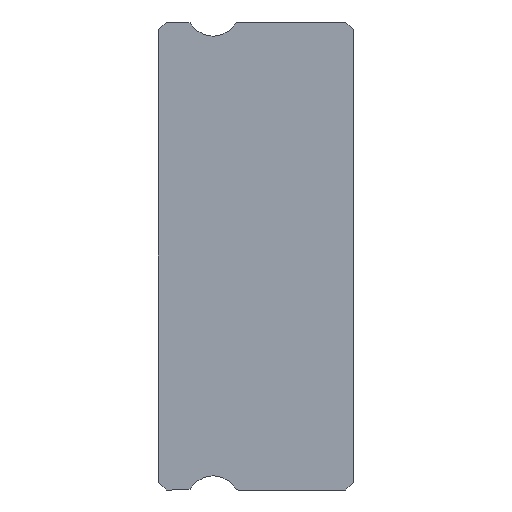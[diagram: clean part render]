
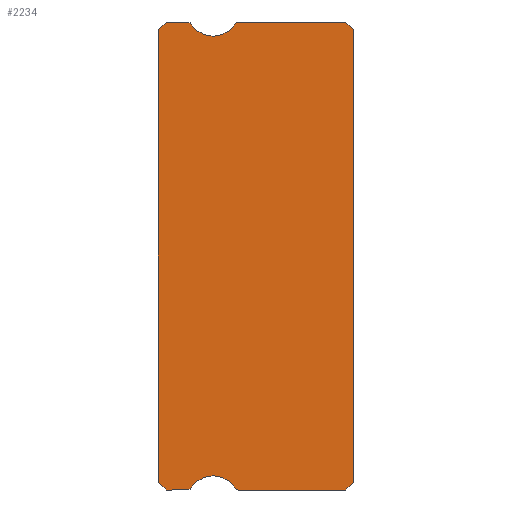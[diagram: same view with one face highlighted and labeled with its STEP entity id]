
A CAD part, left-side view. The second image highlights one B-rep face of the part: STEP entity #2234.
In plain terms, the highlighted planar face has unit normal (-1, 0, 0).
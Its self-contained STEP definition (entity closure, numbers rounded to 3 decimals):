
#12 = DIRECTION ( 'NONE',  ( 0., -1., 0. ) ) ;
#37 = CARTESIAN_POINT ( 'NONE',  ( -10., 7.2, 9. ) ) ;
#45 = VECTOR ( 'NONE', #1804, 1000. ) ;
#70 = CARTESIAN_POINT ( 'NONE',  ( -10., 7.5, -8.7 ) ) ;
#108 = ORIENTED_EDGE ( 'NONE', *, *, #3572, .T. ) ;
#122 = VERTEX_POINT ( 'NONE', #3985 ) ;
#151 = ORIENTED_EDGE ( 'NONE', *, *, #1929, .F. ) ;
#216 = ORIENTED_EDGE ( 'NONE', *, *, #4153, .F. ) ;
#248 = VECTOR ( 'NONE', #4707, 1000. ) ;
#286 = DIRECTION ( 'NONE',  ( 0., 0.707, -0.707 ) ) ;
#316 = CARTESIAN_POINT ( 'NONE',  ( -10., 7.2, -9. ) ) ;
#358 = DIRECTION ( 'NONE',  ( 0., 0., -1. ) ) ;
#428 = EDGE_CURVE ( 'NONE', #5254, #4408, #1009, .T. ) ;
#482 = VECTOR ( 'NONE', #2000, 1000. ) ;
#486 = CARTESIAN_POINT ( 'NONE',  ( -10., 0., 8.7 ) ) ;
#500 = AXIS2_PLACEMENT_3D ( 'NONE', #2715, #1382, #1774 ) ;
#503 = LINE ( 'NONE', #1272, #4666 ) ;
#504 = EDGE_CURVE ( 'NONE', #4797, #5277, #4268, .T. ) ;
#509 = CIRCLE ( 'NONE', #4610, 1. ) ;
#652 = VERTEX_POINT ( 'NONE', #37 ) ;
#723 = CARTESIAN_POINT ( 'NONE',  ( -10., 6.381, -9. ) ) ;
#730 = EDGE_CURVE ( 'NONE', #2414, #4254, #1211, .T. ) ;
#738 = CARTESIAN_POINT ( 'NONE',  ( -10., 5.4, -9.45 ) ) ;
#749 = LINE ( 'NONE', #723, #482 ) ;
#761 = ORIENTED_EDGE ( 'NONE', *, *, #730, .F. ) ;
#816 = CARTESIAN_POINT ( 'NONE',  ( -10., 6.381, -9. ) ) ;
#818 = AXIS2_PLACEMENT_3D ( 'NONE', #4350, #5135, #2682 ) ;
#849 = CARTESIAN_POINT ( 'NONE',  ( -10., 6.253, -8.928 ) ) ;
#993 = LINE ( 'NONE', #1290, #1510 ) ;
#997 = EDGE_CURVE ( 'NONE', #4254, #4408, #993, .T. ) ;
#1009 = LINE ( 'NONE', #1855, #1536 ) ;
#1043 = VERTEX_POINT ( 'NONE', #1046 ) ;
#1046 = CARTESIAN_POINT ( 'NONE',  ( -10., 6.381, -9. ) ) ;
#1071 = CIRCLE ( 'NONE', #1157, 0.15 ) ;
#1080 = DIRECTION ( 'NONE',  ( -1., 0., 0. ) ) ;
#1095 = CARTESIAN_POINT ( 'NONE',  ( -10., 4.419, 9. ) ) ;
#1105 = ORIENTED_EDGE ( 'NONE', *, *, #428, .T. ) ;
#1109 = VECTOR ( 'NONE', #12, 1000. ) ;
#1110 = DIRECTION ( 'NONE',  ( 0., 0., -1. ) ) ;
#1157 = AXIS2_PLACEMENT_3D ( 'NONE', #3667, #2456, #1967 ) ;
#1158 = EDGE_CURVE ( 'NONE', #4672, #3584, #749, .T. ) ;
#1198 = CARTESIAN_POINT ( 'NONE',  ( -10., 6.253, 8.928 ) ) ;
#1211 = LINE ( 'NONE', #4045, #3935 ) ;
#1239 = LINE ( 'NONE', #816, #1109 ) ;
#1272 = CARTESIAN_POINT ( 'NONE',  ( -10., 0., -8.7 ) ) ;
#1290 = CARTESIAN_POINT ( 'NONE',  ( -10., 0.3, 9. ) ) ;
#1301 = DIRECTION ( 'NONE',  ( 0., 0.707, -0.707 ) ) ;
#1306 = CIRCLE ( 'NONE', #4041, 0.15 ) ;
#1382 = DIRECTION ( 'NONE',  ( 1., 0., 0. ) ) ;
#1426 = EDGE_CURVE ( 'NONE', #5277, #1043, #3827, .T. ) ;
#1474 = ORIENTED_EDGE ( 'NONE', *, *, #504, .F. ) ;
#1489 = ORIENTED_EDGE ( 'NONE', *, *, #1158, .F. ) ;
#1510 = VECTOR ( 'NONE', #2085, 1000. ) ;
#1536 = VECTOR ( 'NONE', #3471, 1000. ) ;
#1589 = EDGE_CURVE ( 'NONE', #122, #2414, #1071, .T. ) ;
#1654 = CARTESIAN_POINT ( 'NONE',  ( -10., 7.5, 8.7 ) ) ;
#1707 = VERTEX_POINT ( 'NONE', #70 ) ;
#1761 = EDGE_CURVE ( 'NONE', #5254, #4672, #503, .T. ) ;
#1774 = DIRECTION ( 'NONE',  ( 0., 0., -1. ) ) ;
#1804 = DIRECTION ( 'NONE',  ( 0., -0.707, -0.707 ) ) ;
#1822 = CARTESIAN_POINT ( 'NONE',  ( -10., 0.3, 9. ) ) ;
#1828 = EDGE_LOOP ( 'NONE', ( #3957, #2385, #108, #2521, #1474, #2684, #1489, #3393, #1105, #4928, #761, #5183, #4016, #216, #151, #2777, #2115 ) ) ;
#1834 = LINE ( 'NONE', #3901, #248 ) ;
#1851 = CARTESIAN_POINT ( 'NONE',  ( -10., 6.381, 8.85 ) ) ;
#1855 = CARTESIAN_POINT ( 'NONE',  ( -10., 0., 8.7 ) ) ;
#1864 = EDGE_CURVE ( 'NONE', #1707, #2261, #3103, .T. ) ;
#1929 = EDGE_CURVE ( 'NONE', #4115, #3029, #4685, .T. ) ;
#1967 = DIRECTION ( 'NONE',  ( 0., 0., -1. ) ) ;
#2000 = DIRECTION ( 'NONE',  ( 0., 1., 0. ) ) ;
#2085 = DIRECTION ( 'NONE',  ( 0., -0.707, -0.707 ) ) ;
#2115 = ORIENTED_EDGE ( 'NONE', *, *, #4071, .T. ) ;
#2127 = CARTESIAN_POINT ( 'NONE',  ( -10., 0., -8.7 ) ) ;
#2134 = AXIS2_PLACEMENT_3D ( 'NONE', #738, #3260, #4883 ) ;
#2180 = DIRECTION ( 'NONE',  ( 1., 0., 0. ) ) ;
#2234 = ADVANCED_FACE ( 'NONE', ( #3564 ), #3941, .F. ) ;
#2261 = VERTEX_POINT ( 'NONE', #316 ) ;
#2347 = LINE ( 'NONE', #4002, #3745 ) ;
#2372 = DIRECTION ( 'NONE',  ( 0., 0., 1. ) ) ;
#2374 = DIRECTION ( 'NONE',  ( 1., 0., 0. ) ) ;
#2379 = CARTESIAN_POINT ( 'NONE',  ( -10., 7.5, 8.7 ) ) ;
#2385 = ORIENTED_EDGE ( 'NONE', *, *, #1864, .T. ) ;
#2397 = AXIS2_PLACEMENT_3D ( 'NONE', #3125, #1080, #1110 ) ;
#2414 = VERTEX_POINT ( 'NONE', #1095 ) ;
#2456 = DIRECTION ( 'NONE',  ( 1., 0., 0. ) ) ;
#2465 = VERTEX_POINT ( 'NONE', #2746 ) ;
#2521 = ORIENTED_EDGE ( 'NONE', *, *, #1426, .F. ) ;
#2633 = AXIS2_PLACEMENT_3D ( 'NONE', #1851, #2180, #358 ) ;
#2682 = DIRECTION ( 'NONE',  ( 0., 0., -1. ) ) ;
#2684 = ORIENTED_EDGE ( 'NONE', *, *, #3035, .F. ) ;
#2715 = CARTESIAN_POINT ( 'NONE',  ( -10., 6.381, 8.85 ) ) ;
#2746 = CARTESIAN_POINT ( 'NONE',  ( -10., 5.4, 8.45 ) ) ;
#2777 = ORIENTED_EDGE ( 'NONE', *, *, #2805, .T. ) ;
#2805 = EDGE_CURVE ( 'NONE', #4115, #652, #1834, .T. ) ;
#2837 = CIRCLE ( 'NONE', #2397, 1. ) ;
#3029 = VERTEX_POINT ( 'NONE', #1198 ) ;
#3030 = CARTESIAN_POINT ( 'NONE',  ( -10., 7.2, -9. ) ) ;
#3035 = EDGE_CURVE ( 'NONE', #3584, #4797, #1306, .T. ) ;
#3050 = DIRECTION ( 'NONE',  ( 0., 0., -1. ) ) ;
#3103 = LINE ( 'NONE', #3030, #45 ) ;
#3125 = CARTESIAN_POINT ( 'NONE',  ( -10., 5.4, 9.45 ) ) ;
#3156 = CARTESIAN_POINT ( 'NONE',  ( -10., 4.419, -8.85 ) ) ;
#3260 = DIRECTION ( 'NONE',  ( -1., 0., 0. ) ) ;
#3393 = ORIENTED_EDGE ( 'NONE', *, *, #1761, .F. ) ;
#3418 = EDGE_CURVE ( 'NONE', #2465, #122, #2837, .T. ) ;
#3471 = DIRECTION ( 'NONE',  ( 0., 0., 1. ) ) ;
#3564 = FACE_OUTER_BOUND ( 'NONE', #1828, .T. ) ;
#3572 = EDGE_CURVE ( 'NONE', #2261, #1043, #1239, .T. ) ;
#3584 = VERTEX_POINT ( 'NONE', #4927 ) ;
#3667 = CARTESIAN_POINT ( 'NONE',  ( -10., 4.419, 8.85 ) ) ;
#3741 = CARTESIAN_POINT ( 'NONE',  ( -10., 5.4, 9.45 ) ) ;
#3745 = VECTOR ( 'NONE', #2372, 1000. ) ;
#3827 = CIRCLE ( 'NONE', #818, 0.15 ) ;
#3901 = CARTESIAN_POINT ( 'NONE',  ( -10., 7.2, 9. ) ) ;
#3935 = VECTOR ( 'NONE', #4526, 1000. ) ;
#3941 = PLANE ( 'NONE',  #500 ) ;
#3957 = ORIENTED_EDGE ( 'NONE', *, *, #5178, .F. ) ;
#3985 = CARTESIAN_POINT ( 'NONE',  ( -10., 4.547, 8.928 ) ) ;
#4002 = CARTESIAN_POINT ( 'NONE',  ( -10., 7.5, 8.85 ) ) ;
#4016 = ORIENTED_EDGE ( 'NONE', *, *, #3418, .F. ) ;
#4032 = DIRECTION ( 'NONE',  ( 0., 0., -1. ) ) ;
#4041 = AXIS2_PLACEMENT_3D ( 'NONE', #3156, #2374, #4032 ) ;
#4045 = CARTESIAN_POINT ( 'NONE',  ( -10., 6.381, 9. ) ) ;
#4055 = CARTESIAN_POINT ( 'NONE',  ( -10., 6.381, 9. ) ) ;
#4071 = EDGE_CURVE ( 'NONE', #652, #4806, #4537, .T. ) ;
#4115 = VERTEX_POINT ( 'NONE', #4055 ) ;
#4153 = EDGE_CURVE ( 'NONE', #3029, #2465, #509, .T. ) ;
#4254 = VERTEX_POINT ( 'NONE', #1822 ) ;
#4268 = CIRCLE ( 'NONE', #2134, 1. ) ;
#4350 = CARTESIAN_POINT ( 'NONE',  ( -10., 6.381, -8.85 ) ) ;
#4408 = VERTEX_POINT ( 'NONE', #486 ) ;
#4466 = CARTESIAN_POINT ( 'NONE',  ( -10., 4.547, -8.928 ) ) ;
#4526 = DIRECTION ( 'NONE',  ( 0., -1., 0. ) ) ;
#4537 = LINE ( 'NONE', #1654, #4768 ) ;
#4610 = AXIS2_PLACEMENT_3D ( 'NONE', #3741, #4667, #3050 ) ;
#4666 = VECTOR ( 'NONE', #1301, 1000. ) ;
#4667 = DIRECTION ( 'NONE',  ( -1., 0., 0. ) ) ;
#4672 = VERTEX_POINT ( 'NONE', #5063 ) ;
#4685 = CIRCLE ( 'NONE', #2633, 0.15 ) ;
#4707 = DIRECTION ( 'NONE',  ( 0., 1., 0. ) ) ;
#4768 = VECTOR ( 'NONE', #286, 1000. ) ;
#4797 = VERTEX_POINT ( 'NONE', #4466 ) ;
#4806 = VERTEX_POINT ( 'NONE', #2379 ) ;
#4883 = DIRECTION ( 'NONE',  ( 0., 0., -1. ) ) ;
#4927 = CARTESIAN_POINT ( 'NONE',  ( -10., 4.419, -9. ) ) ;
#4928 = ORIENTED_EDGE ( 'NONE', *, *, #997, .F. ) ;
#5063 = CARTESIAN_POINT ( 'NONE',  ( -10., 0.3, -9. ) ) ;
#5135 = DIRECTION ( 'NONE',  ( 1., 0., 0. ) ) ;
#5178 = EDGE_CURVE ( 'NONE', #1707, #4806, #2347, .T. ) ;
#5183 = ORIENTED_EDGE ( 'NONE', *, *, #1589, .F. ) ;
#5254 = VERTEX_POINT ( 'NONE', #2127 ) ;
#5277 = VERTEX_POINT ( 'NONE', #849 ) ;
